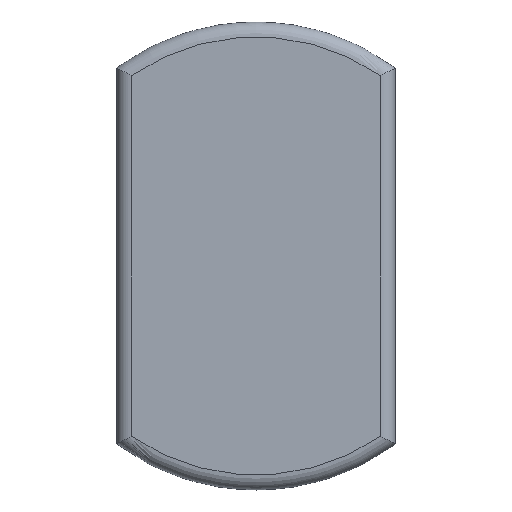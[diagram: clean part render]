
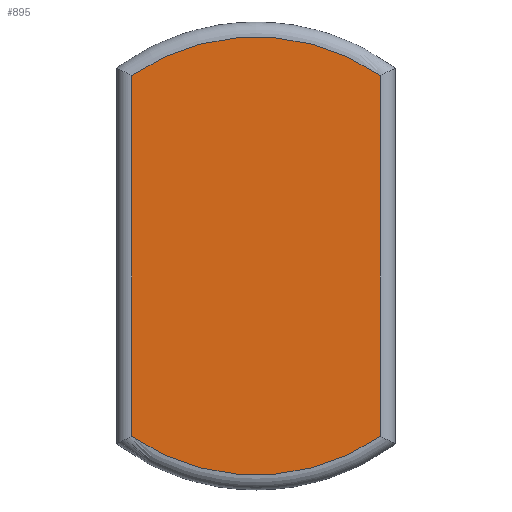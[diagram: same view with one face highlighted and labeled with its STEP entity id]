
A CAD part, top view. The second image highlights one B-rep face of the part: STEP entity #895.
In plain terms, the highlighted planar face has unit normal (0, 0, 1).
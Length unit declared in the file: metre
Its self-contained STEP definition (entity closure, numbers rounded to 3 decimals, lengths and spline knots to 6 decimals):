
#114=LINE('',#1516,#188);
#115=LINE('',#1521,#189);
#188=VECTOR('',#1226,1.);
#189=VECTOR('',#1229,1.);
#354=ORIENTED_EDGE('',*,*,#536,.T.);
#355=ORIENTED_EDGE('',*,*,#537,.T.);
#356=ORIENTED_EDGE('',*,*,#538,.T.);
#357=ORIENTED_EDGE('',*,*,#539,.T.);
#536=EDGE_CURVE('',#628,#629,#114,.F.);
#537=EDGE_CURVE('',#629,#630,#674,.T.);
#538=EDGE_CURVE('',#630,#631,#115,.T.);
#539=EDGE_CURVE('',#631,#628,#675,.T.);
#628=VERTEX_POINT('',#1517);
#629=VERTEX_POINT('',#1518);
#630=VERTEX_POINT('',#1520);
#631=VERTEX_POINT('',#1522);
#674=CIRCLE('',#996,0.022);
#675=CIRCLE('',#997,0.022);
#721=EDGE_LOOP('',(#354,#355,#356,#357));
#797=FACE_BOUND('',#721,.T.);
#860=PLANE('',#995);
#895=ADVANCED_FACE('',(#797),#860,.T.);
#995=AXIS2_PLACEMENT_3D('',#1515,#1224,#1225);
#996=AXIS2_PLACEMENT_3D('',#1519,#1227,#1228);
#997=AXIS2_PLACEMENT_3D('',#1523,#1230,#1231);
#1224=DIRECTION('',(0.,0.,1.));
#1225=DIRECTION('',(1.,0.,0.));
#1226=DIRECTION('',(0.,1.,0.));
#1227=DIRECTION('',(0.,0.,1.));
#1228=DIRECTION('',(1.,0.,0.));
#1229=DIRECTION('',(0.,1.,0.));
#1230=DIRECTION('',(0.,0.,1.));
#1231=DIRECTION('',(1.,0.,0.));
#1515=CARTESIAN_POINT('',(0.,0.,0.00275));
#1516=CARTESIAN_POINT('',(-0.0125,0.,0.00275));
#1517=CARTESIAN_POINT('',(-0.0125,0.018104,0.00275));
#1518=CARTESIAN_POINT('',(-0.0125,-0.018104,0.00275));
#1519=CARTESIAN_POINT('',(0.,0.,0.00275));
#1520=CARTESIAN_POINT('',(0.0125,-0.018104,0.00275));
#1521=CARTESIAN_POINT('',(0.0125,0.018875,0.00275));
#1522=CARTESIAN_POINT('',(0.0125,0.018104,0.00275));
#1523=CARTESIAN_POINT('',(0.,0.,0.00275));
